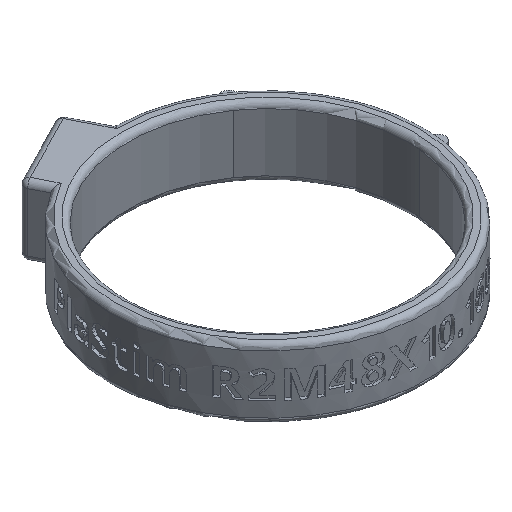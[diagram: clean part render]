
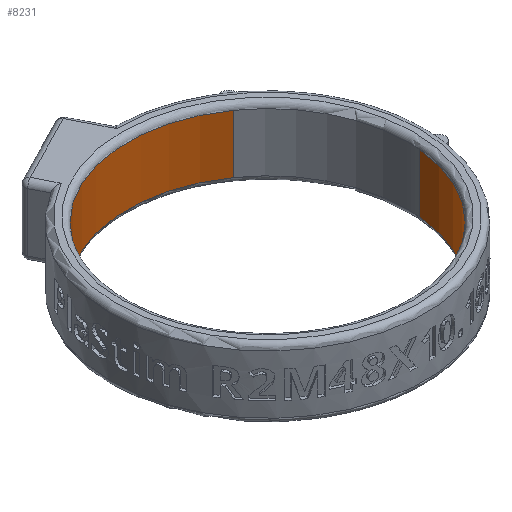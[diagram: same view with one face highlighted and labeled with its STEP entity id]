
A CAD part, isometric view. The second image highlights one B-rep face of the part: STEP entity #8231.
In plain terms, the highlighted cylindrical face has radius 24 mm (diameter 48 mm), a partial arc.
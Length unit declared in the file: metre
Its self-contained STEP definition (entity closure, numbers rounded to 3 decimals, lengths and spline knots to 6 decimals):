
#1087=CIRCLE('',#8771,0.024);
#1090=CIRCLE('',#8775,0.024);
#3527=ORIENTED_EDGE('',*,*,#4782,.T.);
#3528=ORIENTED_EDGE('',*,*,#4791,.T.);
#3529=ORIENTED_EDGE('',*,*,#4789,.F.);
#3530=ORIENTED_EDGE('',*,*,#4792,.F.);
#4782=EDGE_CURVE('',#5602,#5604,#1087,.T.);
#4789=EDGE_CURVE('',#5611,#5612,#1090,.T.);
#4791=EDGE_CURVE('',#5604,#5612,#6128,.T.);
#4792=EDGE_CURVE('',#5602,#5611,#6129,.T.);
#5602=VERTEX_POINT('',#15704);
#5604=VERTEX_POINT('',#15708);
#5611=VERTEX_POINT('',#15723);
#5612=VERTEX_POINT('',#15725);
#6128=LINE('',#15728,#6647);
#6129=LINE('',#15729,#6648);
#6647=VECTOR('',#10323,1.);
#6648=VECTOR('',#10324,1.);
#7151=EDGE_LOOP('',(#3527,#3528,#3529,#3530));
#7663=FACE_BOUND('',#7151,.T.);
#7774=CYLINDRICAL_SURFACE('',#8776,0.024);
#8231=ADVANCED_FACE('',(#7663),#7774,.F.);
#8771=AXIS2_PLACEMENT_3D('',#15709,#10306,#10307);
#8775=AXIS2_PLACEMENT_3D('',#15724,#10318,#10319);
#8776=AXIS2_PLACEMENT_3D('',#15727,#10321,#10322);
#10306=DIRECTION('',(0.,0.,1.));
#10307=DIRECTION('',(1.,0.,0.));
#10318=DIRECTION('',(0.,0.,1.));
#10319=DIRECTION('',(1.,0.,0.));
#10321=DIRECTION('',(0.,0.,-1.));
#10322=DIRECTION('',(-1.,0.,0.));
#10323=DIRECTION('',(0.,0.,-1.));
#10324=DIRECTION('',(0.,0.,-1.));
#15704=CARTESIAN_POINT('',(0.013766,0.01966,0.005));
#15708=CARTESIAN_POINT('',(0.023909,-0.002092,0.005));
#15709=CARTESIAN_POINT('',(0.,0.,0.005));
#15723=CARTESIAN_POINT('',(0.013766,0.01966,-0.005));
#15724=CARTESIAN_POINT('',(0.,0.,-0.005));
#15725=CARTESIAN_POINT('',(0.023909,-0.002092,-0.005));
#15727=CARTESIAN_POINT('',(0.,0.,0.005));
#15728=CARTESIAN_POINT('',(0.023909,-0.002092,0.005));
#15729=CARTESIAN_POINT('',(0.013766,0.01966,0.005));
